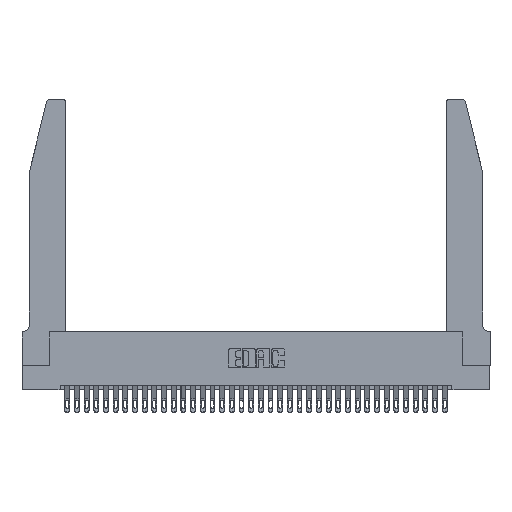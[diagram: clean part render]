
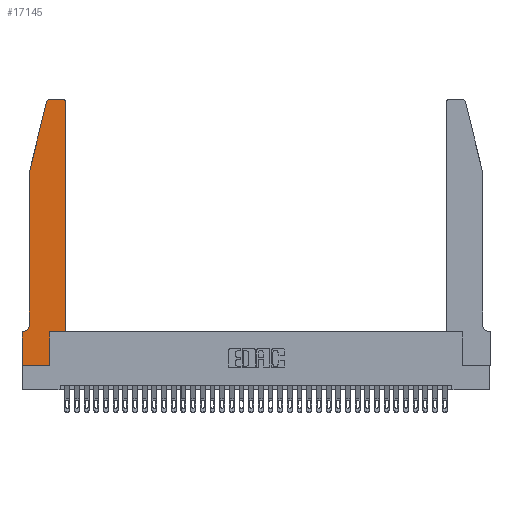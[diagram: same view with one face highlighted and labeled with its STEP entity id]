
A CAD part, top view. The second image highlights one B-rep face of the part: STEP entity #17145.
In plain terms, the highlighted planar face has unit normal (0, 0, 1).
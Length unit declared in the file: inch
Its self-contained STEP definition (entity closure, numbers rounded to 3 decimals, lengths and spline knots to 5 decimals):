
#220 = CARTESIAN_POINT ( 'NONE',  ( 0.25487, 2.72718, 0.37 ) ) ;
#338 = DIRECTION ( 'NONE',  ( 1., 0., 0. ) ) ;
#2022 = DIRECTION ( 'NONE',  ( 0., 1., 0. ) ) ;
#2045 = VERTEX_POINT ( 'NONE', #16004 ) ;
#2186 = CARTESIAN_POINT ( 'NONE',  ( 0.0055, 0.35, 0.37 ) ) ;
#2256 = VECTOR ( 'NONE', #33718, 39.37008 ) ;
#2275 = EDGE_CURVE ( 'NONE', #25698, #18029, #27898, .T. ) ;
#2631 = DIRECTION ( 'NONE',  ( 0., -1., 0. ) ) ;
#2692 = ORIENTED_EDGE ( 'NONE', *, *, #22038, .T. ) ;
#2747 = EDGE_CURVE ( 'NONE', #20331, #9139, #31386, .T. ) ;
#2755 = VERTEX_POINT ( 'NONE', #13855 ) ;
#2847 = ORIENTED_EDGE ( 'NONE', *, *, #29872, .T. ) ;
#3195 = DIRECTION ( 'NONE',  ( 1., 0., 0. ) ) ;
#4342 = EDGE_CURVE ( 'NONE', #30627, #29430, #13541, .T. ) ;
#4434 = AXIS2_PLACEMENT_3D ( 'NONE', #27896, #25415, #338 ) ;
#5378 = DIRECTION ( 'NONE',  ( 1., 0., 0. ) ) ;
#5891 = CARTESIAN_POINT ( 'NONE',  ( 0.4505, 0.35, 0.37 ) ) ;
#5973 = EDGE_CURVE ( 'NONE', #14532, #36401, #15664, .T. ) ;
#6654 = LINE ( 'NONE', #25498, #2256 ) ;
#7345 = VECTOR ( 'NONE', #27598, 39.37008 ) ;
#7503 = CARTESIAN_POINT ( 'NONE',  ( 0., 0., 0.37 ) ) ;
#7616 = VECTOR ( 'NONE', #13698, 39.37008 ) ;
#7725 = CARTESIAN_POINT ( 'NONE',  ( 0.4505, 0.35, 0.37 ) ) ;
#8219 = CARTESIAN_POINT ( 'NONE',  ( 0.4505, 0.35, 0.37 ) ) ;
#9139 = VERTEX_POINT ( 'NONE', #2186 ) ;
#9990 = LINE ( 'NONE', #19652, #22898 ) ;
#10010 = AXIS2_PLACEMENT_3D ( 'NONE', #13454, #10573, #22377 ) ;
#10026 = CARTESIAN_POINT ( 'NONE',  ( 0., 0., 0.37 ) ) ;
#10052 = CIRCLE ( 'NONE', #4434, 0.03 ) ;
#10146 = ORIENTED_EDGE ( 'NONE', *, *, #25687, .T. ) ;
#10464 = EDGE_CURVE ( 'NONE', #9139, #2045, #6654, .T. ) ;
#10573 = DIRECTION ( 'NONE',  ( 0., 0., -1. ) ) ;
#12548 = DIRECTION ( 'NONE',  ( 0., 0., 1. ) ) ;
#12744 = VECTOR ( 'NONE', #2022, 39.37008 ) ;
#13349 = EDGE_CURVE ( 'NONE', #25745, #2755, #23393, .T. ) ;
#13386 = CARTESIAN_POINT ( 'NONE',  ( 0.284, 2.75, 0.37 ) ) ;
#13454 = CARTESIAN_POINT ( 'NONE',  ( 0.0055, 0.42, 0.37 ) ) ;
#13456 = CARTESIAN_POINT ( 'NONE',  ( 0.2865, 0.35, 0.37 ) ) ;
#13541 = LINE ( 'NONE', #29937, #28599 ) ;
#13698 = DIRECTION ( 'NONE',  ( 0., -1., 0. ) ) ;
#13732 = VECTOR ( 'NONE', #25344, 39.37008 ) ;
#13855 = CARTESIAN_POINT ( 'NONE',  ( 0.4505, 2.72, 0.37 ) ) ;
#14061 = ORIENTED_EDGE ( 'NONE', *, *, #2747, .T. ) ;
#14532 = VERTEX_POINT ( 'NONE', #32165 ) ;
#14855 = VECTOR ( 'NONE', #3195, 39.37008 ) ;
#14933 = ORIENTED_EDGE ( 'NONE', *, *, #24065, .T. ) ;
#15440 = DIRECTION ( 'NONE',  ( 1., 0., 0. ) ) ;
#15664 = LINE ( 'NONE', #15858, #32003 ) ;
#15858 = CARTESIAN_POINT ( 'NONE',  ( 0.2865, 0.35, 0.37 ) ) ;
#15923 = CIRCLE ( 'NONE', #19619, 0.03 ) ;
#16004 = CARTESIAN_POINT ( 'NONE',  ( 0., 0.35, 0.37 ) ) ;
#16237 = CARTESIAN_POINT ( 'NONE',  ( 0.284, 2.72, 0.37 ) ) ;
#16868 = ORIENTED_EDGE ( 'NONE', *, *, #2275, .T. ) ;
#17055 = CARTESIAN_POINT ( 'NONE',  ( 0.2605, 2.75, 0.37 ) ) ;
#17145 = ADVANCED_FACE ( 'NONE', ( #18205 ), #29527, .T. ) ;
#18029 = VERTEX_POINT ( 'NONE', #13386 ) ;
#18205 = FACE_OUTER_BOUND ( 'NONE', #32650, .T. ) ;
#18281 = CARTESIAN_POINT ( 'NONE',  ( 0., 0.35, 0.37 ) ) ;
#19619 = AXIS2_PLACEMENT_3D ( 'NONE', #16237, #36586, #5378 ) ;
#19652 = CARTESIAN_POINT ( 'NONE',  ( 0.0755, 2., 0.37 ) ) ;
#20331 = VERTEX_POINT ( 'NONE', #34307 ) ;
#20491 = ORIENTED_EDGE ( 'NONE', *, *, #4342, .T. ) ;
#21096 = VERTEX_POINT ( 'NONE', #10026 ) ;
#21429 = EDGE_CURVE ( 'NONE', #2755, #25698, #10052, .T. ) ;
#22038 = EDGE_CURVE ( 'NONE', #21096, #14532, #22893, .T. ) ;
#22250 = CARTESIAN_POINT ( 'NONE',  ( 0., 0., 0.37 ) ) ;
#22377 = DIRECTION ( 'NONE',  ( -1., 0., 0. ) ) ;
#22893 = LINE ( 'NONE', #7503, #7345 ) ;
#22898 = VECTOR ( 'NONE', #2631, 39.37008 ) ;
#22928 = ORIENTED_EDGE ( 'NONE', *, *, #21429, .T. ) ;
#23393 = LINE ( 'NONE', #7725, #12744 ) ;
#24065 = EDGE_CURVE ( 'NONE', #36401, #25745, #29921, .T. ) ;
#25160 = ORIENTED_EDGE ( 'NONE', *, *, #13349, .T. ) ;
#25344 = DIRECTION ( 'NONE',  ( -1., 0., 0. ) ) ;
#25415 = DIRECTION ( 'NONE',  ( 0., 0., 1. ) ) ;
#25498 = CARTESIAN_POINT ( 'NONE',  ( 0.0755, 0.35, 0.37 ) ) ;
#25687 = EDGE_CURVE ( 'NONE', #2045, #21096, #35124, .T. ) ;
#25698 = VERTEX_POINT ( 'NONE', #31139 ) ;
#25745 = VERTEX_POINT ( 'NONE', #8219 ) ;
#26927 = ORIENTED_EDGE ( 'NONE', *, *, #10464, .T. ) ;
#26957 = AXIS2_PLACEMENT_3D ( 'NONE', #18281, #12548, #15440 ) ;
#27598 = DIRECTION ( 'NONE',  ( 1., 0., 0. ) ) ;
#27896 = CARTESIAN_POINT ( 'NONE',  ( 0.4205, 2.72, 0.37 ) ) ;
#27898 = LINE ( 'NONE', #17055, #13732 ) ;
#28599 = VECTOR ( 'NONE', #32797, 39.37008 ) ;
#28801 = CARTESIAN_POINT ( 'NONE',  ( 0.0755, 2., 0.37 ) ) ;
#29430 = VERTEX_POINT ( 'NONE', #28801 ) ;
#29445 = ORIENTED_EDGE ( 'NONE', *, *, #35754, .T. ) ;
#29527 = PLANE ( 'NONE',  #26957 ) ;
#29606 = ORIENTED_EDGE ( 'NONE', *, *, #5973, .T. ) ;
#29872 = EDGE_CURVE ( 'NONE', #29430, #20331, #9990, .T. ) ;
#29921 = LINE ( 'NONE', #5891, #14855 ) ;
#29937 = CARTESIAN_POINT ( 'NONE',  ( 0.0755, 2., 0.37 ) ) ;
#30627 = VERTEX_POINT ( 'NONE', #220 ) ;
#31139 = CARTESIAN_POINT ( 'NONE',  ( 0.4205, 2.75, 0.37 ) ) ;
#31386 = CIRCLE ( 'NONE', #10010, 0.07 ) ;
#32003 = VECTOR ( 'NONE', #35697, 39.37008 ) ;
#32165 = CARTESIAN_POINT ( 'NONE',  ( 0.2865, 0., 0.37 ) ) ;
#32650 = EDGE_LOOP ( 'NONE', ( #16868, #29445, #20491, #2847, #14061, #26927, #10146, #2692, #29606, #14933, #25160, #22928 ) ) ;
#32797 = DIRECTION ( 'NONE',  ( -0.239, -0.971, 0. ) ) ;
#33718 = DIRECTION ( 'NONE',  ( -1., 0., 0. ) ) ;
#34307 = CARTESIAN_POINT ( 'NONE',  ( 0.0755, 0.42, 0.37 ) ) ;
#35124 = LINE ( 'NONE', #22250, #7616 ) ;
#35697 = DIRECTION ( 'NONE',  ( 0., 1., 0. ) ) ;
#35754 = EDGE_CURVE ( 'NONE', #18029, #30627, #15923, .T. ) ;
#36401 = VERTEX_POINT ( 'NONE', #13456 ) ;
#36586 = DIRECTION ( 'NONE',  ( 0., 0., 1. ) ) ;
